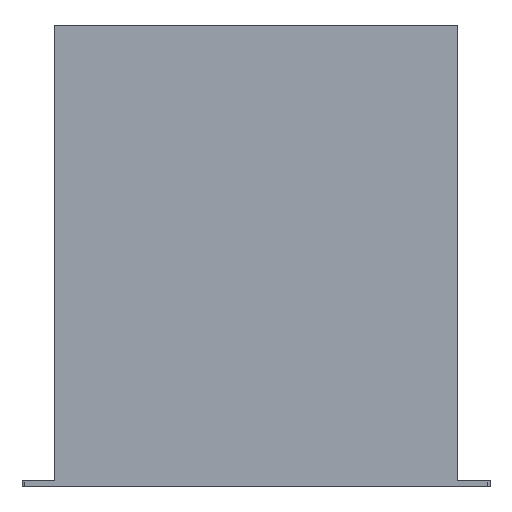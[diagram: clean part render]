
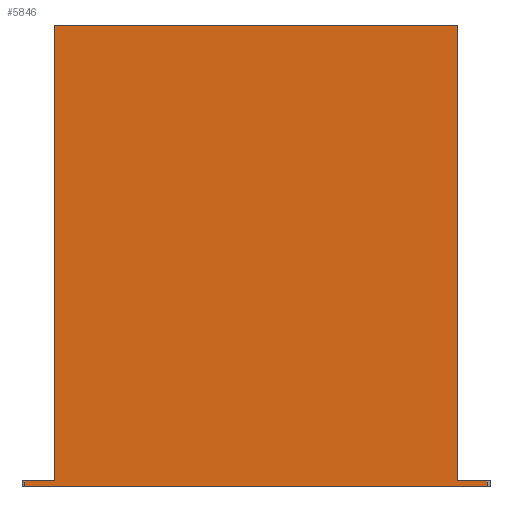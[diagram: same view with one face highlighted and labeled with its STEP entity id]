
A CAD part, top view. The second image highlights one B-rep face of the part: STEP entity #5846.
In plain terms, the highlighted planar face has unit normal (0, 0, 1).
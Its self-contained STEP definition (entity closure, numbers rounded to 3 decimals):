
#94=FACE_OUTER_BOUND('',#391,.T.);
#391=EDGE_LOOP('',(#4251,#4252,#4253,#4254,#4255,#4256,#4257,#4258));
#663=LINE('',#7905,#1518);
#786=LINE('',#8146,#1641);
#787=LINE('',#8149,#1642);
#791=LINE('',#8159,#1646);
#875=LINE('',#8333,#1730);
#990=LINE('',#8571,#1845);
#1000=LINE('',#8598,#1855);
#1001=LINE('',#8600,#1856);
#1518=VECTOR('',#6439,10.);
#1641=VECTOR('',#6612,10.);
#1642=VECTOR('',#6615,10.);
#1646=VECTOR('',#6623,10.);
#1730=VECTOR('',#6715,10.);
#1845=VECTOR('',#6848,10.);
#1855=VECTOR('',#6878,10.);
#1856=VECTOR('',#6881,10.);
#2369=VERTEX_POINT('',#7902);
#2370=VERTEX_POINT('',#7904);
#2463=VERTEX_POINT('',#8144);
#2464=VERTEX_POINT('',#8148);
#2468=VERTEX_POINT('',#8158);
#2554=VERTEX_POINT('',#8331);
#2668=VERTEX_POINT('',#8570);
#2675=VERTEX_POINT('',#8596);
#2947=EDGE_CURVE('',#2370,#2369,#663,.F.);
#3070=EDGE_CURVE('',#2369,#2463,#786,.T.);
#3071=EDGE_CURVE('',#2464,#2370,#787,.T.);
#3076=EDGE_CURVE('',#2468,#2464,#791,.T.);
#3163=EDGE_CURVE('',#2463,#2554,#875,.T.);
#3278=EDGE_CURVE('',#2468,#2668,#990,.T.);
#3292=EDGE_CURVE('',#2675,#2554,#1000,.T.);
#3293=EDGE_CURVE('',#2675,#2668,#1001,.T.);
#4251=ORIENTED_EDGE('',*,*,#3071,.T.);
#4252=ORIENTED_EDGE('',*,*,#2947,.T.);
#4253=ORIENTED_EDGE('',*,*,#3070,.T.);
#4254=ORIENTED_EDGE('',*,*,#3163,.T.);
#4255=ORIENTED_EDGE('',*,*,#3292,.F.);
#4256=ORIENTED_EDGE('',*,*,#3293,.T.);
#4257=ORIENTED_EDGE('',*,*,#3278,.F.);
#4258=ORIENTED_EDGE('',*,*,#3076,.T.);
#5557=PLANE('',#6157);
#5846=ADVANCED_FACE('',(#94),#5557,.T.);
#6157=AXIS2_PLACEMENT_3D('',#8599,#6879,#6880);
#6439=DIRECTION('',(1.,0.,0.));
#6612=DIRECTION('',(0.,-1.,0.));
#6615=DIRECTION('',(0.,1.,0.));
#6623=DIRECTION('',(-1.,0.,0.));
#6715=DIRECTION('',(-1.,0.,0.));
#6848=DIRECTION('',(0.,-1.,0.));
#6878=DIRECTION('',(0.,1.,0.));
#6879=DIRECTION('center_axis',(0.,0.,1.));
#6880=DIRECTION('ref_axis',(1.,0.,0.));
#6881=DIRECTION('',(1.,0.,0.));
#7902=CARTESIAN_POINT('',(-111.5,254.39,132.));
#7904=CARTESIAN_POINT('',(108.5,254.39,132.));
#7905=CARTESIAN_POINT('',(-55.75,254.39,132.));
#8144=CARTESIAN_POINT('',(-111.5,6.,132.));
#8146=CARTESIAN_POINT('',(-111.5,4.5,132.));
#8148=CARTESIAN_POINT('',(108.5,6.,132.));
#8149=CARTESIAN_POINT('',(108.5,4.5,132.));
#8158=CARTESIAN_POINT('',(124.5,6.,132.));
#8159=CARTESIAN_POINT('',(0.,6.,132.));
#8331=CARTESIAN_POINT('',(-127.5,6.,132.));
#8333=CARTESIAN_POINT('',(-111.5,6.,132.));
#8570=CARTESIAN_POINT('',(124.5,3.,132.));
#8571=CARTESIAN_POINT('',(124.5,6.,132.));
#8596=CARTESIAN_POINT('',(-127.5,3.,132.));
#8598=CARTESIAN_POINT('',(-127.5,4.5,132.));
#8599=CARTESIAN_POINT('Origin',(-110.,6.,132.));
#8600=CARTESIAN_POINT('',(4.673,3.,132.));
